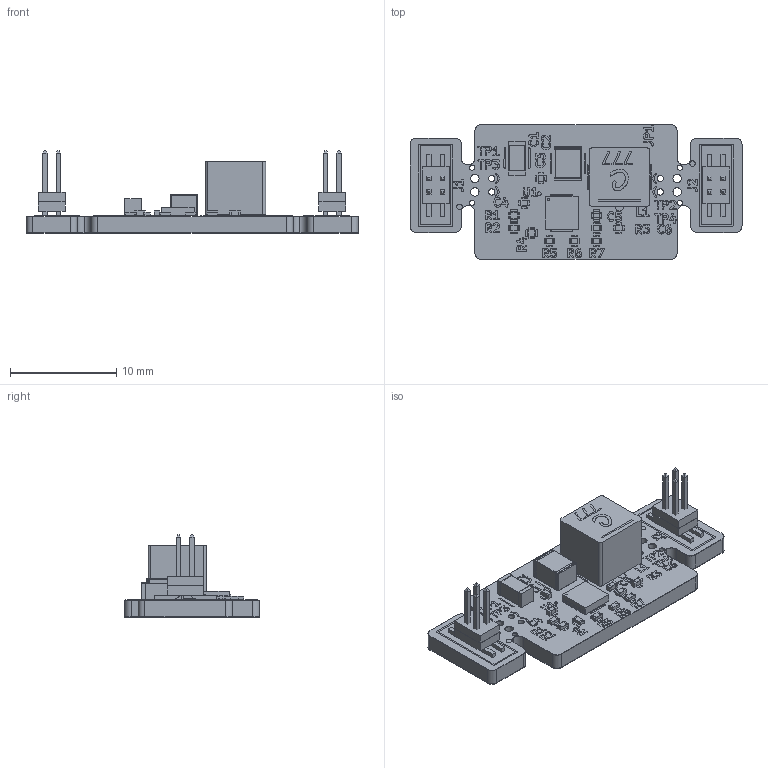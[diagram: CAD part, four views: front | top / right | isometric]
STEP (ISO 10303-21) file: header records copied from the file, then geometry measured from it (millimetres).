
FILE_DESCRIPTION(('KiCad electronic assembly'),'2;1');
FILE_NAME('minimal_max17761.step','2025-03-20T10:12:12',('Pcbnew'),( 'Kicad'),'Open CASCADE STEP processor 7.8','KiCad to STEP converter' ,'Unknown');
FILE_SCHEMA(('AUTOMOTIVE_DESIGN { 1 0 10303 214 1 1 1 1 }'));
Length unit declared in the file: millimetre
Products named in the file (33): minimal_max17761 1; C_1210_200; Scale005; Scale004; Scale003; FW-02-03-G-D-085-155; FW-02-03-G-D-085-155_bottom_body; FW-02-03-G-D-085-155_pins1; FW-02-03-G-D-085-155_pins2; FW-02-03-G-D-085-155_top_body; R_0402; C_0402; XAL5050; C_1206; 21-0664_TD12331C_MXM; part; part001; part002; part003; part004; part005; part006; part007; part008; part009; part010; part011; part012; part013; part014; minimal_max17761_silkscreen; minimal_max17761_soldermask; minimal_max17761_PCB
Assembly tree (42 placements, depth 3):
  minimal_max17761 1
    C_1210_200
      Scale005
      Scale004
      Scale003
    FW-02-03-G-D-085-155  x2
      FW-02-03-G-D-085-155_bottom_body
      FW-02-03-G-D-085-155_pins1
      FW-02-03-G-D-085-155_pins2
      FW-02-03-G-D-085-155_top_body
    R_0402  x7
    C_0402  x4
    XAL5050
    C_1206
    21-0664_TD12331C_MXM
      part
      part001
      part002
      part003
      part004
      part005
      part006
      part007
      part008
      part009
      part010
      part011
      part012
      part013
      part014
    minimal_max17761_silkscreen
    minimal_max17761_soldermask
    minimal_max17761_PCB
Bounding box: 31.24 x 12.7 x 7.78 mm (x, y, z)
Volume: 737.1 mm3; surface area: 2117.6 mm2
Topology: 40 solids, 131 shells, 838 faces, 3060 edges, 2402 vertices
Faces by surface type: plane 604, cylinder 161, bspline 73
Full cylindrical faces by diameter (mm): 0.155 x1, 0.5 x4, 0.6 x4, 0.8 x4
Entity records: 27549 total; most frequent: CARTESIAN_POINT 5901, DIRECTION 3649, ORIENTED_EDGE 3267, EDGE_CURVE 2246, VERTEX_POINT 1878, LINE 1529, VECTOR 1529, AXIS2_PLACEMENT_3D 1060
